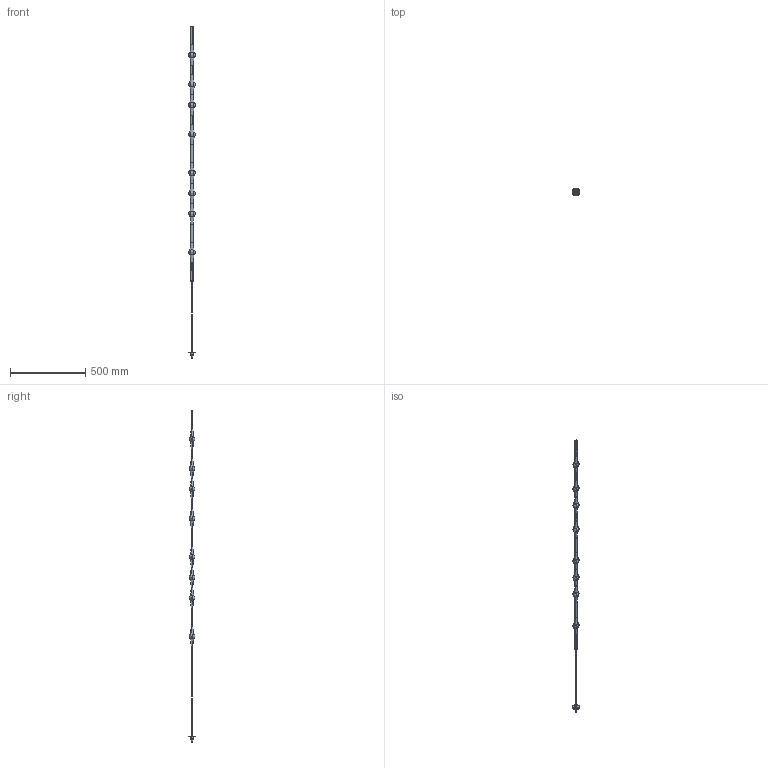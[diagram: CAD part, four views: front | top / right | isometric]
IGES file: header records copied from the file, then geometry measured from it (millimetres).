
Start section: SolidWorks IGES file using analytic representation for surfaces
Global section: file name: 00-8669_.IGS; native system: SolidWorks 2020; preprocessor: SolidWorks 2020; author: jordiburgueto; date: 230516.122509; units: millimetre
Bounding box: 49.99 x 50 x 2207.34 mm (x, y, z)
Surface area: 152265.3 mm2 (no closed solid volume)
Topology: 0 solids, 0 shells, 428 faces, 8078 edges, 8086 vertices
Faces by surface type: bspline 326, revolution 102
